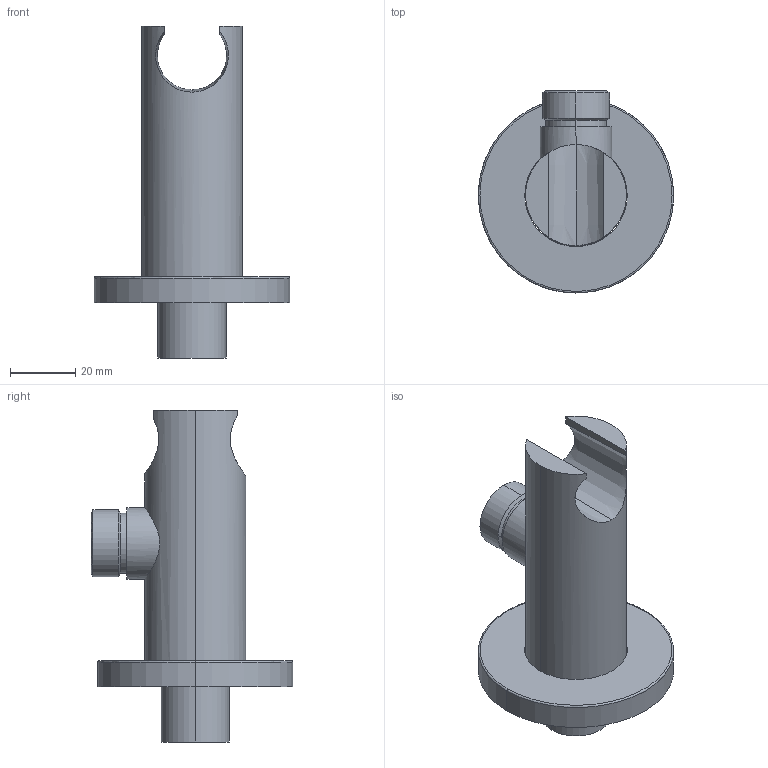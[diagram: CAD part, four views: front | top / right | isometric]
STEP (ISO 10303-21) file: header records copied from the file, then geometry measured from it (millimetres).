
FILE_DESCRIPTION (( 'STEP AP203' ), '1' );
FILE_NAME ('KJ8077650-CM zp.stp', '2017-05-02T23:38:42', ( 'Sky123.Org' ), ( 'Sky123.Org' ), 'SwSTEP 2.0', 'SolidWorks 2010', '' );
FILE_SCHEMA (( 'CONFIG_CONTROL_DESIGN' ));
Length unit declared in the file: millimetre
Products named in the file (3): KJ8077650  QZ; KJ8077650  HSZ; KJ8077650-CM  zp
Assembly tree (2 placements, depth 2):
  KJ8077650-CM  zp
    KJ8077650  QZ
    KJ8077650  HSZ
Bounding box: 60 x 62 x 102 mm (x, y, z)
Volume: 58646.3 mm3; surface area: 23341.5 mm2
Topology: 3 solids, 3 shells, 55 faces, 117 edges, 76 vertices
Faces by surface type: cylinder 28, plane 17, cone 8, bspline 2
Entity records: 2307 total; most frequent: CARTESIAN_POINT 768, DIRECTION 289, ORIENTED_EDGE 234, AXIS2_PLACEMENT_3D 124, EDGE_CURVE 117, VERTEX_POINT 76, EDGE_LOOP 67, CIRCLE 66
